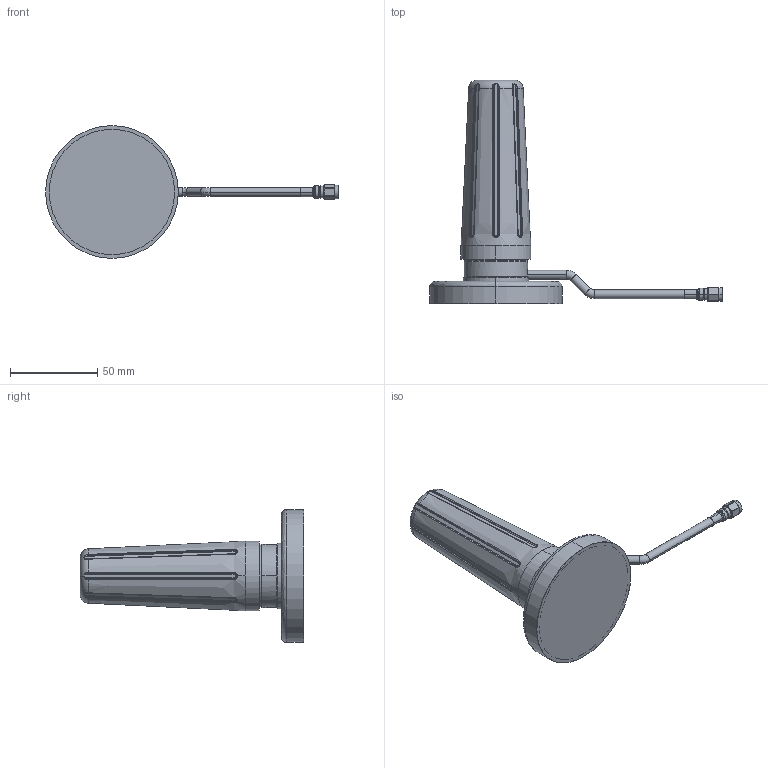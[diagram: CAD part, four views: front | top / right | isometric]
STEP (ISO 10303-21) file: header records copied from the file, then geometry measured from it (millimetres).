
FILE_DESCRIPTION (( 'STEP AP214' ), '1' );
FILE_NAME ('FMANMOB1002-RSP_3D.step', '2023-03-15T17:16:18', ( '' ), ( '' ), 'SwSTEP 2.0', 'SolidWorks 2022', '' );
FILE_SCHEMA (( 'AUTOMOTIVE_DESIGN' ));
Length unit declared in the file: inch
Products named in the file (6): FMMA1-RSPA10; Copy of RSP 230124^FMMA1-RSPA10; PEANOM1056; Copy of NMO Base w Cable^FMMA1-RSPA10; FMANMOB1002-RSP_3D; Copy of HeatShrink-195_230124^FMMA1-RSPA10
Assembly tree (5 placements, depth 3):
  FMANMOB1002-RSP_3D
    FMMA1-RSPA10
      Copy of NMO Base w Cable^FMMA1-RSPA10
      Copy of RSP 230124^FMMA1-RSPA10
      Copy of HeatShrink-195_230124^FMMA1-RSPA10
    PEANOM1056
Bounding box: 167.69 x 127.95 x 76 mm (x, y, z)
Volume: 95145.7 mm3; surface area: 74434.1 mm2
Topology: 15 solids, 15 shells, 470 faces, 1113 edges, 695 vertices
Faces by surface type: cylinder 200, plane 121, bspline 84, cone 47, torus 18
Entity records: 27133 total; most frequent: CARTESIAN_POINT 14958, ORIENTED_EDGE 2218, DIRECTION 1976, EDGE_CURVE 1109, AXIS2_PLACEMENT_3D 822, VERTEX_POINT 695, EDGE_LOOP 522, FACE_OUTER_BOUND 470
